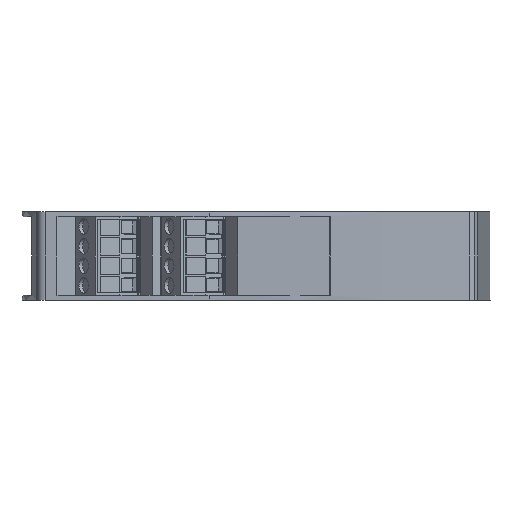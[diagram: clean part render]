
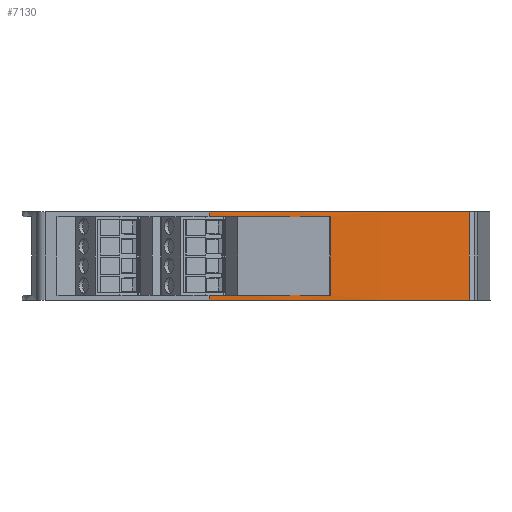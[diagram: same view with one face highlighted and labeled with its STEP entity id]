
A CAD part, left-side view. The second image highlights one B-rep face of the part: STEP entity #7130.
In plain terms, the highlighted cylindrical face has radius 800 mm (diameter 1600 mm), a partial arc.
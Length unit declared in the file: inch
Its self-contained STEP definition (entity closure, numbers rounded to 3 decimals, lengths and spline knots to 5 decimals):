
#347 = CIRCLE ( 'NONE', #9138, 31.49606 ) ;
#348 = ORIENTED_EDGE ( 'NONE', *, *, #12752, .T. ) ;
#599 = ORIENTED_EDGE ( 'NONE', *, *, #3458, .T. ) ;
#773 = VERTEX_POINT ( 'NONE', #4036 ) ;
#912 = LINE ( 'NONE', #8523, #7825 ) ;
#1053 = DIRECTION ( 'NONE',  ( 1., 0., 0. ) ) ;
#1139 = DIRECTION ( 'NONE',  ( 0., 0., -1. ) ) ;
#1225 = VECTOR ( 'NONE', #4133, 39.37008 ) ;
#1351 = DIRECTION ( 'NONE',  ( 0., 0., -1. ) ) ;
#1413 = CARTESIAN_POINT ( 'NONE',  ( 29.38936, 2.68558, 1.32677 ) ) ;
#2194 = EDGE_LOOP ( 'NONE', ( #599, #348, #12973, #3451, #8915, #14594, #11786, #10516 ) ) ;
#2264 = CARTESIAN_POINT ( 'NONE',  ( 29.38936, 2.68558, 0.44094 ) ) ;
#2352 = LINE ( 'NONE', #7283, #6187 ) ;
#2744 = CIRCLE ( 'NONE', #11789, 31.49606 ) ;
#2836 = VERTEX_POINT ( 'NONE', #12085 ) ;
#2884 = VERTEX_POINT ( 'NONE', #5608 ) ;
#3415 = DIRECTION ( 'NONE',  ( 1., 0., 0. ) ) ;
#3421 = VERTEX_POINT ( 'NONE', #9804 ) ;
#3451 = ORIENTED_EDGE ( 'NONE', *, *, #3748, .T. ) ;
#3458 = EDGE_CURVE ( 'NONE', #9025, #2884, #12306, .T. ) ;
#3477 = DIRECTION ( 'NONE',  ( 0., 0., 1. ) ) ;
#3478 = EDGE_CURVE ( 'NONE', #773, #3421, #2352, .T. ) ;
#3748 = EDGE_CURVE ( 'NONE', #3421, #15408, #10578, .T. ) ;
#3769 = CARTESIAN_POINT ( 'NONE',  ( -1.99681, 0.05678, 0.44094 ) ) ;
#4036 = CARTESIAN_POINT ( 'NONE',  ( -2.1067, 2.6638, 0.49016 ) ) ;
#4097 = DIRECTION ( 'NONE',  ( 0., 0., 1. ) ) ;
#4133 = DIRECTION ( 'NONE',  ( 0., 0., 1. ) ) ;
#4625 = CARTESIAN_POINT ( 'NONE',  ( -1.99681, 0.05678, 1.32677 ) ) ;
#4823 = DIRECTION ( 'NONE',  ( 1., 0., 0. ) ) ;
#5151 = CARTESIAN_POINT ( 'NONE',  ( 29.38936, 2.68558, 0.44094 ) ) ;
#5608 = CARTESIAN_POINT ( 'NONE',  ( -2.08237, 1.44784, 0.49016 ) ) ;
#6187 = VECTOR ( 'NONE', #1139, 39.37008 ) ;
#6840 = VERTEX_POINT ( 'NONE', #4625 ) ;
#7114 = EDGE_CURVE ( 'NONE', #15408, #6840, #12796, .T. ) ;
#7130 = ADVANCED_FACE ( 'NONE', ( #7198 ), #10847, .T. ) ;
#7198 = FACE_OUTER_BOUND ( 'NONE', #2194, .T. ) ;
#7256 = VERTEX_POINT ( 'NONE', #13277 ) ;
#7283 = CARTESIAN_POINT ( 'NONE',  ( -2.1067, 2.6638, 0.44094 ) ) ;
#7579 = DIRECTION ( 'NONE',  ( 1., 0., 0. ) ) ;
#7825 = VECTOR ( 'NONE', #12229, 39.37008 ) ;
#7895 = CIRCLE ( 'NONE', #14617, 31.49606 ) ;
#8523 = CARTESIAN_POINT ( 'NONE',  ( -2.1067, 2.6638, 0.44094 ) ) ;
#8562 = EDGE_CURVE ( 'NONE', #2836, #7256, #912, .T. ) ;
#8664 = CARTESIAN_POINT ( 'NONE',  ( -2.08237, 1.44784, 1.27756 ) ) ;
#8915 = ORIENTED_EDGE ( 'NONE', *, *, #7114, .T. ) ;
#9025 = VERTEX_POINT ( 'NONE', #8664 ) ;
#9138 = AXIS2_PLACEMENT_3D ( 'NONE', #14700, #1351, #4823 ) ;
#9804 = CARTESIAN_POINT ( 'NONE',  ( -2.1067, 2.6638, 0.44094 ) ) ;
#10516 = ORIENTED_EDGE ( 'NONE', *, *, #11272, .T. ) ;
#10522 = AXIS2_PLACEMENT_3D ( 'NONE', #2264, #3477, #1053 ) ;
#10578 = CIRCLE ( 'NONE', #11104, 31.49606 ) ;
#10786 = DIRECTION ( 'NONE',  ( 0., 0., 1. ) ) ;
#10847 = CYLINDRICAL_SURFACE ( 'NONE', #10522, 31.49606 ) ;
#11104 = AXIS2_PLACEMENT_3D ( 'NONE', #5151, #4097, #7579 ) ;
#11272 = EDGE_CURVE ( 'NONE', #7256, #9025, #2744, .T. ) ;
#11786 = ORIENTED_EDGE ( 'NONE', *, *, #8562, .T. ) ;
#11789 = AXIS2_PLACEMENT_3D ( 'NONE', #12079, #10786, #3415 ) ;
#11969 = EDGE_CURVE ( 'NONE', #2836, #6840, #7895, .T. ) ;
#12079 = CARTESIAN_POINT ( 'NONE',  ( 29.38936, 2.68558, 1.27756 ) ) ;
#12085 = CARTESIAN_POINT ( 'NONE',  ( -2.1067, 2.6638, 1.32677 ) ) ;
#12229 = DIRECTION ( 'NONE',  ( 0., 0., -1. ) ) ;
#12306 = LINE ( 'NONE', #13518, #13169 ) ;
#12494 = DIRECTION ( 'NONE',  ( 1., 0., 0. ) ) ;
#12752 = EDGE_CURVE ( 'NONE', #2884, #773, #347, .T. ) ;
#12796 = LINE ( 'NONE', #14088, #1225 ) ;
#12973 = ORIENTED_EDGE ( 'NONE', *, *, #3478, .T. ) ;
#13169 = VECTOR ( 'NONE', #15865, 39.37008 ) ;
#13277 = CARTESIAN_POINT ( 'NONE',  ( -2.1067, 2.6638, 1.27756 ) ) ;
#13518 = CARTESIAN_POINT ( 'NONE',  ( -2.08237, 1.44784, 0.44094 ) ) ;
#13782 = DIRECTION ( 'NONE',  ( 0., 0., 1. ) ) ;
#14088 = CARTESIAN_POINT ( 'NONE',  ( -1.99681, 0.05678, 0.44094 ) ) ;
#14594 = ORIENTED_EDGE ( 'NONE', *, *, #11969, .F. ) ;
#14617 = AXIS2_PLACEMENT_3D ( 'NONE', #1413, #13782, #12494 ) ;
#14700 = CARTESIAN_POINT ( 'NONE',  ( 29.38936, 2.68558, 0.49016 ) ) ;
#15408 = VERTEX_POINT ( 'NONE', #3769 ) ;
#15865 = DIRECTION ( 'NONE',  ( 0., 0., -1. ) ) ;
